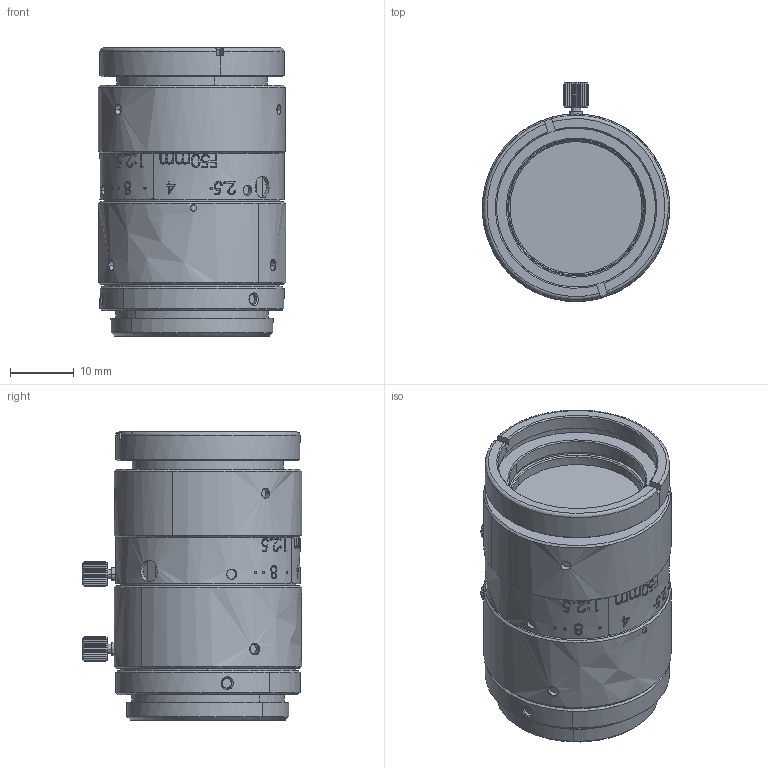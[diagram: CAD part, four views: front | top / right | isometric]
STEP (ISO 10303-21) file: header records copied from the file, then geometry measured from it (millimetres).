
FILE_DESCRIPTION (( 'STEP AP203' ), '1' );
FILE_NAME ('601005.STEP', '2020-12-30T17:16:32', ( '' ), ( '' ), 'SwSTEP 2.0', 'SolidWorks 2019', '' );
FILE_SCHEMA (( 'CONFIG_CONTROL_DESIGN' ));
Length unit declared in the file: millimetre
Products named in the file (1): 601005
Bounding box: 29.5 x 34.5 x 45.33 mm (x, y, z)
Volume: 24688.6 mm3; surface area: 9247.4 mm2
Topology: 2 solids, 2 shells, 614 faces, 1601 edges, 1053 vertices
Faces by surface type: bspline 614
Entity records: 37870 total; most frequent: CARTESIAN_POINT 28265, ORIENTED_EDGE 3202, EDGE_CURVE 1601, B_SPLINE_CURVE_WITH_KNOTS 1329, VERTEX_POINT 1053, EDGE_LOOP 678, ADVANCED_FACE 614, FACE_OUTER_BOUND 614
